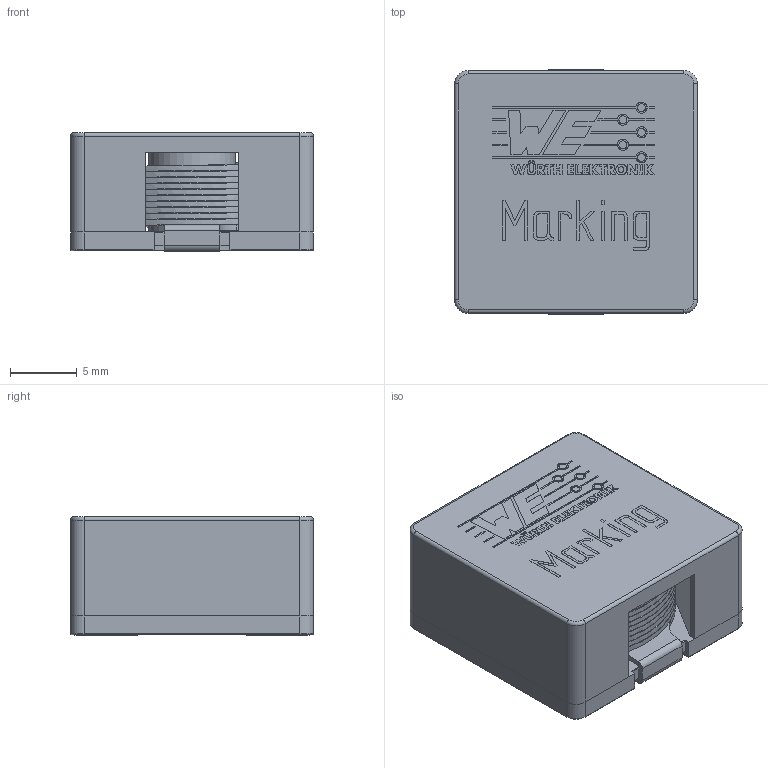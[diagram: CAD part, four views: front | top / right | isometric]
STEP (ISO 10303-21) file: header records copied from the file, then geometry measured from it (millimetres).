
FILE_DESCRIPTION(('FreeCAD Model'),'2;1');
FILE_NAME('Inductor_WE-HCI-1890.stp', '2016-03-24T13:48:14',('Author'),(''), 'Open CASCADE STEP processor 6.8','FreeCAD','Unknown');
FILE_SCHEMA(('AUTOMOTIVE_DESIGN_CC2 { 1 2 10303 214 -1 1 5 4 }'));
Products named in the file (1): Fusion
Bounding box: 18.2 x 18.3 x 8.9 mm (x, y, z)
Volume: 2446.5 mm3; surface area: 5289.4 mm2
Topology: 1 solids, 1 shells, 583 faces, 1584 edges, 1040 vertices
Faces by surface type: plane 456, extrusion 78, cylinder 39, torus 8, bspline 2
Full cylindrical faces by diameter (mm): 6.5 x1
Entity records: 58836 total; most frequent: CARTESIAN_POINT 26453, DIRECTION 3954, ORIENTED_EDGE 3168, PCURVE 3168, DEFINITIONAL_REPRESENTATION 3168, VECTOR 2766, LINE 2688, B_SPLINE_CURVE_WITH_KNOTS 2020
